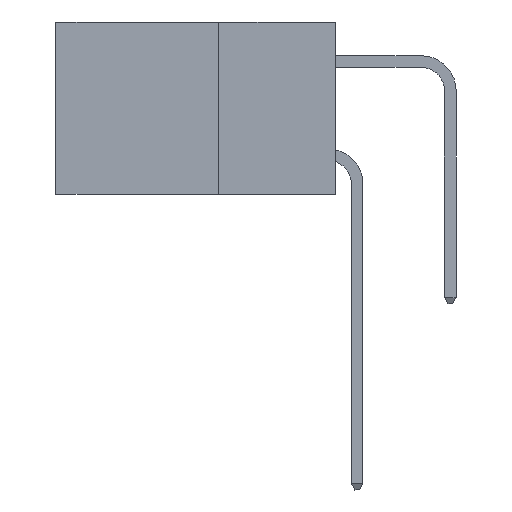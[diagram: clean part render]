
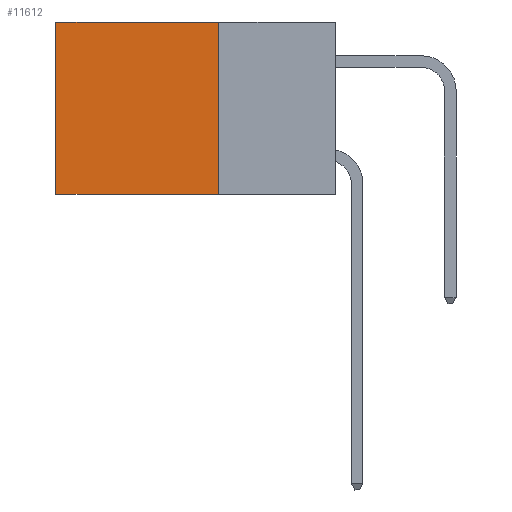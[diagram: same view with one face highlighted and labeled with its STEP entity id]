
A CAD part, left-side view. The second image highlights one B-rep face of the part: STEP entity #11612.
In plain terms, the highlighted planar face has unit normal (-1, 0, 0).
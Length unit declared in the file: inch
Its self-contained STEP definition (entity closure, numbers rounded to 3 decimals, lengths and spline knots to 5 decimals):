
#571 = VERTEX_POINT ( 'NONE', #12222 ) ;
#595 = VECTOR ( 'NONE', #2222, 39.37008 ) ;
#675 = DIRECTION ( 'NONE',  ( 1., 0., 0. ) ) ;
#1014 = CARTESIAN_POINT ( 'NONE',  ( 0.2875, 0.25, -0.37 ) ) ;
#1714 = LINE ( 'NONE', #11500, #9505 ) ;
#2222 = DIRECTION ( 'NONE',  ( 0., 1., 0. ) ) ;
#2613 = DIRECTION ( 'NONE',  ( 0., 0., -1. ) ) ;
#3325 = LINE ( 'NONE', #10285, #595 ) ;
#3598 = DIRECTION ( 'NONE',  ( 0., 1., 0. ) ) ;
#3773 = VERTEX_POINT ( 'NONE', #1014 ) ;
#4093 = CARTESIAN_POINT ( 'NONE',  ( 0.2875, 0.6, -0.37 ) ) ;
#4190 = EDGE_LOOP ( 'NONE', ( #7848, #10828, #7307, #5533 ) ) ;
#4514 = EDGE_CURVE ( 'NONE', #571, #3773, #11074, .T. ) ;
#4763 = PLANE ( 'NONE',  #9713 ) ;
#4949 = EDGE_CURVE ( 'NONE', #571, #5655, #3325, .T. ) ;
#5064 = EDGE_CURVE ( 'NONE', #5655, #6018, #1714, .T. ) ;
#5533 = ORIENTED_EDGE ( 'NONE', *, *, #4949, .T. ) ;
#5655 = VERTEX_POINT ( 'NONE', #12591 ) ;
#5752 = VECTOR ( 'NONE', #8754, 39.37008 ) ;
#6018 = VERTEX_POINT ( 'NONE', #4093 ) ;
#6071 = VECTOR ( 'NONE', #3598, 39.37008 ) ;
#7307 = ORIENTED_EDGE ( 'NONE', *, *, #4514, .F. ) ;
#7836 = DIRECTION ( 'NONE',  ( 0., 0., -1. ) ) ;
#7848 = ORIENTED_EDGE ( 'NONE', *, *, #5064, .T. ) ;
#8712 = CARTESIAN_POINT ( 'NONE',  ( 0.2875, 0.25, 0. ) ) ;
#8754 = DIRECTION ( 'NONE',  ( 0., 0., -1. ) ) ;
#8783 = LINE ( 'NONE', #10667, #6071 ) ;
#9345 = EDGE_CURVE ( 'NONE', #3773, #6018, #8783, .T. ) ;
#9505 = VECTOR ( 'NONE', #2613, 39.37008 ) ;
#9713 = AXIS2_PLACEMENT_3D ( 'NONE', #9773, #675, #7836 ) ;
#9773 = CARTESIAN_POINT ( 'NONE',  ( 0.2875, 0.25, 0. ) ) ;
#10285 = CARTESIAN_POINT ( 'NONE',  ( 0.2875, 0.25, 0. ) ) ;
#10667 = CARTESIAN_POINT ( 'NONE',  ( 0.2875, 0.25, -0.37 ) ) ;
#10828 = ORIENTED_EDGE ( 'NONE', *, *, #9345, .F. ) ;
#11031 = FACE_OUTER_BOUND ( 'NONE', #4190, .T. ) ;
#11074 = LINE ( 'NONE', #8712, #5752 ) ;
#11500 = CARTESIAN_POINT ( 'NONE',  ( 0.2875, 0.6, 0. ) ) ;
#11612 = ADVANCED_FACE ( 'NONE', ( #11031 ), #4763, .F. ) ;
#12222 = CARTESIAN_POINT ( 'NONE',  ( 0.2875, 0.25, 0. ) ) ;
#12591 = CARTESIAN_POINT ( 'NONE',  ( 0.2875, 0.6, 0. ) ) ;
